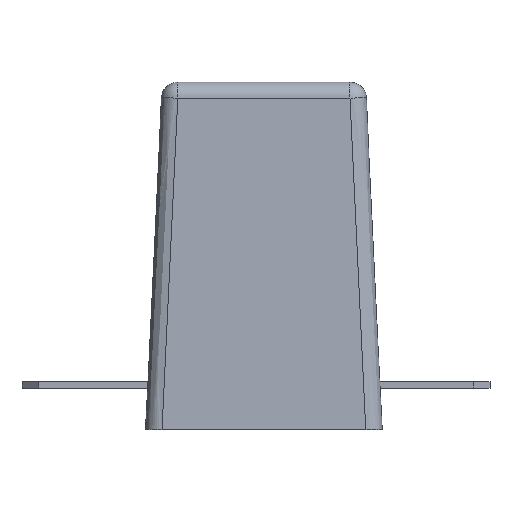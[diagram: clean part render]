
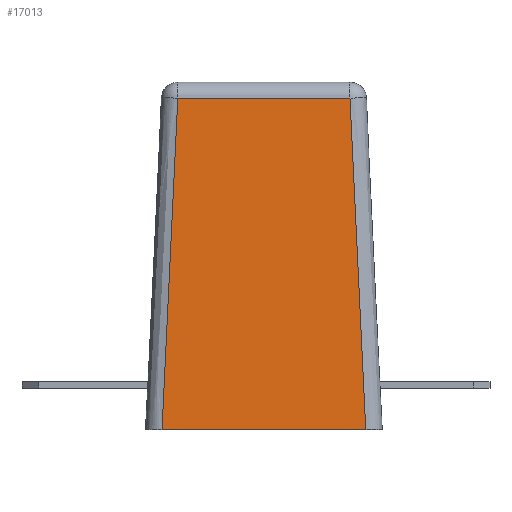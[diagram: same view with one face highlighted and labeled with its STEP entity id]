
A CAD part, top view. The second image highlights one B-rep face of the part: STEP entity #17013.
In plain terms, the highlighted face is planar.
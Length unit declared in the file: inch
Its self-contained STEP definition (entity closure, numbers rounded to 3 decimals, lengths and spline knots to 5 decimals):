
#789 = CARTESIAN_POINT ( 'NONE',  ( 0.55104, 0.42836, -1.3356 ) ) ;
#4113 = CARTESIAN_POINT ( 'NONE',  ( 0.58272, 0.45168, -0.66776 ) ) ;
#6040 = LINE ( 'NONE', #22890, #9983 ) ;
#6725 = EDGE_CURVE ( 'NONE', #21947, #32301, #26021, .T. ) ;
#6874 = LINE ( 'NONE', #13849, #34313 ) ;
#7824 = DIRECTION ( 'NONE',  ( 0., 0.999, -0.035 ) ) ;
#8106 = AXIS2_PLACEMENT_3D ( 'NONE', #10883, #7824, #17745 ) ;
#8649 = VERTEX_POINT ( 'NONE', #13429 ) ;
#8885 = ORIENTED_EDGE ( 'NONE', *, *, #36456, .F. ) ;
#9983 = VECTOR ( 'NONE', #26324, 39.37008 ) ;
#10883 = CARTESIAN_POINT ( 'NONE',  ( -0.77001, 0.475, 0. ) ) ;
#12371 = ORIENTED_EDGE ( 'NONE', *, *, #30051, .T. ) ;
#12699 = CARTESIAN_POINT ( 'NONE',  ( -0.61598, 0.475, 0. ) ) ;
#13429 = CARTESIAN_POINT ( 'NONE',  ( 0.61598, 0.475, 0. ) ) ;
#13714 = DIRECTION ( 'NONE',  ( -1., 0., 0. ) ) ;
#13849 = CARTESIAN_POINT ( 'NONE',  ( -0.77001, 0.475, 0. ) ) ;
#14237 = B_SPLINE_CURVE_WITH_KNOTS ( 'NONE', 3,
 ( #16784, #4113, #789, #23109 ),
 .UNSPECIFIED., .F., .F.,
 ( 4, 4 ),
 ( 0., 0.05098 ),
 .UNSPECIFIED. ) ;
#16784 = CARTESIAN_POINT ( 'NONE',  ( 0.61598, 0.475, 0. ) ) ;
#17013 = ADVANCED_FACE ( 'NONE', ( #19044 ), #35875, .T. ) ;
#17745 = DIRECTION ( 'NONE',  ( 0., 0.035, 0.999 ) ) ;
#18887 = EDGE_CURVE ( 'NONE', #8649, #24658, #14237, .T. ) ;
#19044 = FACE_OUTER_BOUND ( 'NONE', #19822, .T. ) ;
#19104 = CARTESIAN_POINT ( 'NONE',  ( 0.52058, 0.40504, -2.00349 ) ) ;
#19822 = EDGE_LOOP ( 'NONE', ( #12371, #33464, #8885, #24126 ) ) ;
#20353 = CARTESIAN_POINT ( 'NONE',  ( -0.61598, 0.475, 0. ) ) ;
#21947 = VERTEX_POINT ( 'NONE', #31409 ) ;
#22890 = CARTESIAN_POINT ( 'NONE',  ( -0.65466, 0.40504, -2.00349 ) ) ;
#23109 = CARTESIAN_POINT ( 'NONE',  ( 0.52058, 0.40504, -2.00349 ) ) ;
#24126 = ORIENTED_EDGE ( 'NONE', *, *, #18887, .T. ) ;
#24658 = VERTEX_POINT ( 'NONE', #19104 ) ;
#26021 = B_SPLINE_CURVE_WITH_KNOTS ( 'NONE', 3,
 ( #39439, #29784, #32835, #20353 ),
 .UNSPECIFIED., .F., .F.,
 ( 4, 4 ),
 ( 0., 0.05098 ),
 .UNSPECIFIED. ) ;
#26324 = DIRECTION ( 'NONE',  ( -1., 0., 0. ) ) ;
#29784 = CARTESIAN_POINT ( 'NONE',  ( -0.55104, 0.42836, -1.3356 ) ) ;
#30051 = EDGE_CURVE ( 'NONE', #24658, #21947, #6040, .T. ) ;
#31409 = CARTESIAN_POINT ( 'NONE',  ( -0.52058, 0.40504, -2.00349 ) ) ;
#32301 = VERTEX_POINT ( 'NONE', #12699 ) ;
#32835 = CARTESIAN_POINT ( 'NONE',  ( -0.58272, 0.45168, -0.66776 ) ) ;
#33464 = ORIENTED_EDGE ( 'NONE', *, *, #6725, .T. ) ;
#34313 = VECTOR ( 'NONE', #13714, 39.37008 ) ;
#35875 = PLANE ( 'NONE',  #8106 ) ;
#36456 = EDGE_CURVE ( 'NONE', #8649, #32301, #6874, .T. ) ;
#39439 = CARTESIAN_POINT ( 'NONE',  ( -0.52058, 0.40504, -2.00349 ) ) ;
